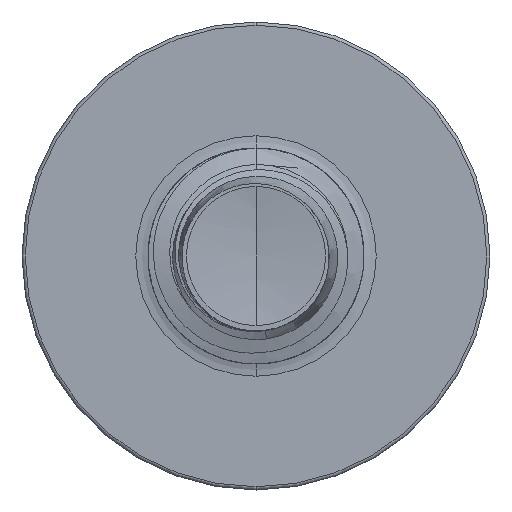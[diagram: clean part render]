
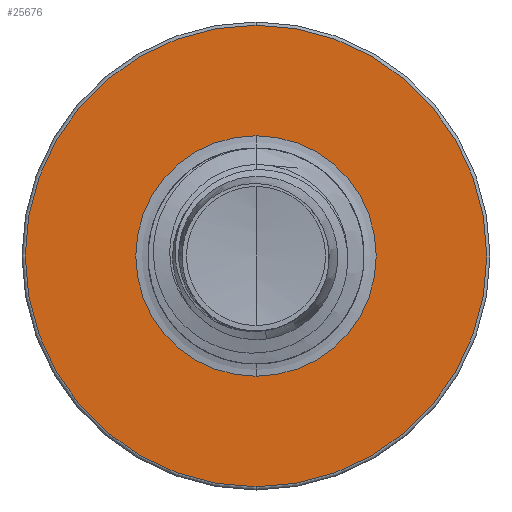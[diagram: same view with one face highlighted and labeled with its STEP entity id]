
A CAD part, front view. The second image highlights one B-rep face of the part: STEP entity #25676.
In plain terms, the highlighted planar face has unit normal (0, -1, 0).
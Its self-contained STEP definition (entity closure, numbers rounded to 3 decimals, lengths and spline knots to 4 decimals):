
#1507 = DIRECTION ( 'NONE',  ( 0., 0., 1. ) ) ;
#1583 = DIRECTION ( 'NONE',  ( 0., 1., 0. ) ) ;
#1687 = CARTESIAN_POINT ( 'NONE',  ( 0., 20., 0. ) ) ;
#2600 = CIRCLE ( 'NONE', #16125, 3.205 ) ;
#5160 = EDGE_CURVE ( 'NONE', #40235, #29329, #32421, .T. ) ;
#5388 = EDGE_CURVE ( 'NONE', #29329, #40235, #2600, .T. ) ;
#8103 = DIRECTION ( 'NONE',  ( 0., 0., 1. ) ) ;
#8175 = DIRECTION ( 'NONE',  ( 0., 1., 0. ) ) ;
#8278 = CARTESIAN_POINT ( 'NONE',  ( 0., 20., 0. ) ) ;
#8627 = VERTEX_POINT ( 'NONE', #20115 ) ;
#8736 = DIRECTION ( 'NONE',  ( 0., 0., 1. ) ) ;
#8834 = DIRECTION ( 'NONE',  ( 0., 1., 0. ) ) ;
#8914 = CARTESIAN_POINT ( 'NONE',  ( 0., 20., 0. ) ) ;
#10708 = EDGE_CURVE ( 'NONE', #43466, #8627, #55810, .T. ) ;
#14819 = FACE_OUTER_BOUND ( 'NONE', #39473, .T. ) ;
#16028 = DIRECTION ( 'NONE',  ( 0., 0., 1. ) ) ;
#16036 = DIRECTION ( 'NONE',  ( 0., 1., 0. ) ) ;
#16119 = PLANE ( 'NONE',  #43726 ) ;
#16125 = AXIS2_PLACEMENT_3D ( 'NONE', #8278, #8175, #8103 ) ;
#16512 = CARTESIAN_POINT ( 'NONE',  ( 0., 20., -1.6704 ) ) ;
#19289 = CARTESIAN_POINT ( 'NONE',  ( 0., 20., 3.205 ) ) ;
#20115 = CARTESIAN_POINT ( 'NONE',  ( 0., 20., 1.6704 ) ) ;
#21068 = EDGE_CURVE ( 'NONE', #8627, #43466, #21100, .T. ) ;
#21100 = CIRCLE ( 'NONE', #40400, 1.6704 ) ;
#25676 = ADVANCED_FACE ( 'NONE', ( #14819, #49440 ), #16119, .F. ) ;
#28065 = AXIS2_PLACEMENT_3D ( 'NONE', #1687, #1583, #1507 ) ;
#29329 = VERTEX_POINT ( 'NONE', #19289 ) ;
#30195 = ORIENTED_EDGE ( 'NONE', *, *, #5160, .F. ) ;
#32421 = CIRCLE ( 'NONE', #58797, 3.205 ) ;
#35800 = ORIENTED_EDGE ( 'NONE', *, *, #5388, .F. ) ;
#39473 = EDGE_LOOP ( 'NONE', ( #35800, #30195 ) ) ;
#40235 = VERTEX_POINT ( 'NONE', #41444 ) ;
#40298 = CARTESIAN_POINT ( 'NONE',  ( 0., 20., -1.6704 ) ) ;
#40400 = AXIS2_PLACEMENT_3D ( 'NONE', #41650, #41641, #41581 ) ;
#41444 = CARTESIAN_POINT ( 'NONE',  ( 0., 20., -3.205 ) ) ;
#41581 = DIRECTION ( 'NONE',  ( 0., 0., 1. ) ) ;
#41641 = DIRECTION ( 'NONE',  ( 0., 1., 0. ) ) ;
#41650 = CARTESIAN_POINT ( 'NONE',  ( 0., 20., 0. ) ) ;
#43466 = VERTEX_POINT ( 'NONE', #40298 ) ;
#43726 = AXIS2_PLACEMENT_3D ( 'NONE', #16512, #16036, #16028 ) ;
#44513 = ORIENTED_EDGE ( 'NONE', *, *, #21068, .T. ) ;
#45832 = ORIENTED_EDGE ( 'NONE', *, *, #10708, .T. ) ;
#49440 = FACE_BOUND ( 'NONE', #53163, .T. ) ;
#53163 = EDGE_LOOP ( 'NONE', ( #44513, #45832 ) ) ;
#55810 = CIRCLE ( 'NONE', #28065, 1.6704 ) ;
#58797 = AXIS2_PLACEMENT_3D ( 'NONE', #8914, #8834, #8736 ) ;
